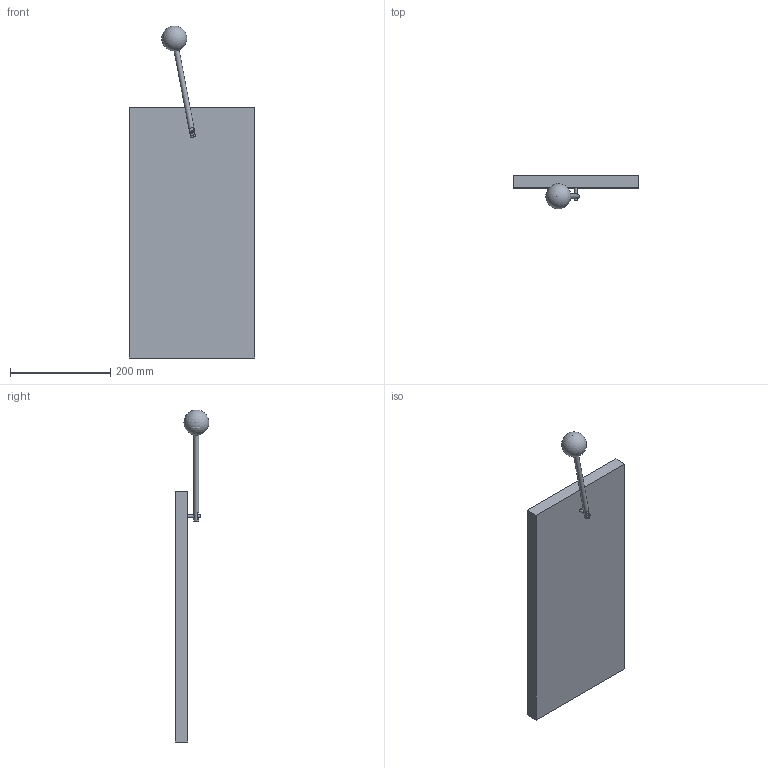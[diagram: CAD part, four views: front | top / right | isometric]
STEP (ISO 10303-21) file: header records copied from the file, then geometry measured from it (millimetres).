
FILE_DESCRIPTION(/* description */ ('Unknown'),/* implementation_level */ '2;1');
FILE_NAME(/* name */ 'inga_modell',/* time_stamp */ '2020-12-03T11:57:44+01:00',/* author */ ('Unknown'),/* organization */ ('Unknown'),/* preprocessor_version */ 'ST-DEVELOPER v16.7',/* originating_system */ 'DEX',/* authorisation */ $);
FILE_SCHEMA (('AUTOMOTIVE_DESIGN {1 0 10303 214 3 1 1}'));
Length unit declared in the file: millimetre
Products named in the file (4): inga_modell; alap; rud; inga
Assembly tree (3 placements, depth 2):
  inga_modell
    alap
    rud
    inga
Bounding box: 250 x 67.09 x 661.57 mm (x, y, z)
Volume: 3204385.7 mm3; surface area: 302128.9 mm2
Topology: 3 solids, 3 shells, 17 faces, 34 edges, 23 vertices
Faces by surface type: plane 12, cylinder 4, sphere 1
Full cylindrical faces by diameter (mm): 5 x3, 10 x1
Entity records: 517 total; most frequent: CARTESIAN_POINT 84, DIRECTION 76, ORIENTED_EDGE 52, AXIS2_PLACEMENT_3D 30, EDGE_CURVE 26, EDGE_LOOP 26, FACE_BOUND 26, VERTEX_POINT 20
